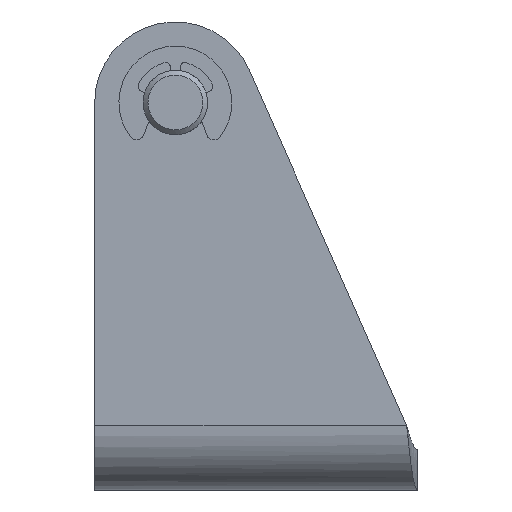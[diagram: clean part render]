
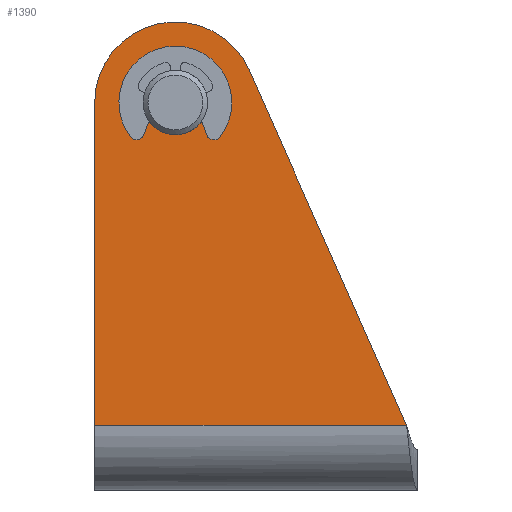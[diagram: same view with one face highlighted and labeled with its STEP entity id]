
A CAD part, top view. The second image highlights one B-rep face of the part: STEP entity #1390.
In plain terms, the highlighted planar face has unit normal (0, 0, 1).
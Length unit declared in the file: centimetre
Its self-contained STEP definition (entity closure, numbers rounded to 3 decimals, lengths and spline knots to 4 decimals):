
#21=FACE_BOUND($,#182,.T.);
#44=PLANE($,#1508);
#96=FACE_OUTER_BOUND($,#181,.T.);
#181=EDGE_LOOP($,(#1019,#1020,#1021,#1022));
#182=EDGE_LOOP($,(#1023,#1024,#1025,#1026,#1027,#1028));
#274=LINE($,#2167,#384);
#297=LINE($,#2232,#407);
#299=LINE($,#2241,#409);
#300=LINE($,#2243,#410);
#301=LINE($,#2246,#411);
#384=VECTOR($,#1696,0.1437);
#407=VECTOR($,#1765,0.1437);
#409=VECTOR($,#1777,1.9335);
#410=VECTOR($,#1778,2.4093);
#411=VECTOR($,#1781,2.);
#497=CIRCLE($,#1477,0.35);
#498=CIRCLE($,#1479,0.048);
#509=CIRCLE($,#1505,0.048);
#511=CIRCLE($,#1509,0.5);
#512=CIRCLE($,#1510,0.16);
#599=VERTEX_POINT($,#2153);
#600=VERTEX_POINT($,#2155);
#601=VERTEX_POINT($,#2159);
#603=VERTEX_POINT($,#2165);
#621=VERTEX_POINT($,#2229);
#622=VERTEX_POINT($,#2231);
#623=VERTEX_POINT($,#2239);
#624=VERTEX_POINT($,#2240);
#625=VERTEX_POINT($,#2242);
#626=VERTEX_POINT($,#2244);
#730=EDGE_CURVE($,#600,#599,#497,.T.);
#733=EDGE_CURVE($,#599,#601,#498,.T.);
#736=EDGE_CURVE($,#601,#603,#274,.T.);
#769=EDGE_CURVE($,#622,#621,#297,.T.);
#771=EDGE_CURVE($,#621,#600,#509,.T.);
#773=EDGE_CURVE($,#623,#624,#299,.T.);
#774=EDGE_CURVE($,#625,#624,#300,.T.);
#775=EDGE_CURVE($,#626,#625,#511,.T.);
#776=EDGE_CURVE($,#623,#626,#301,.T.);
#777=EDGE_CURVE($,#622,#603,#512,.T.);
#1019=ORIENTED_EDGE($,*,*,#773,.T.);
#1020=ORIENTED_EDGE($,*,*,#774,.F.);
#1021=ORIENTED_EDGE($,*,*,#775,.F.);
#1022=ORIENTED_EDGE($,*,*,#776,.F.);
#1023=ORIENTED_EDGE($,*,*,#736,.T.);
#1024=ORIENTED_EDGE($,*,*,#777,.F.);
#1025=ORIENTED_EDGE($,*,*,#769,.T.);
#1026=ORIENTED_EDGE($,*,*,#771,.T.);
#1027=ORIENTED_EDGE($,*,*,#730,.T.);
#1028=ORIENTED_EDGE($,*,*,#733,.T.);
#1390=ADVANCED_FACE($,(#96,#21),#44,.T.);
#1477=AXIS2_PLACEMENT_3D($,#2156,#1684,#1685);
#1479=AXIS2_PLACEMENT_3D($,#2161,#1690,#1691);
#1505=AXIS2_PLACEMENT_3D($,#2235,#1769,#1770);
#1508=AXIS2_PLACEMENT_3D($,#2238,#1775,#1776);
#1509=AXIS2_PLACEMENT_3D($,#2245,#1779,#1780);
#1510=AXIS2_PLACEMENT_3D($,#2247,#1782,#1783);
#1684=DIRECTION('center_axis',(0.,0.,-1.));
#1685=DIRECTION('ref_axis',(0.794,-0.608,0.));
#1690=DIRECTION('center_axis',(0.,0.,-1.));
#1691=DIRECTION('ref_axis',(-0.943,-0.334,0.));
#1696=DIRECTION($,(-0.334,0.943,0.));
#1765=DIRECTION($,(-0.334,-0.943,0.));
#1769=DIRECTION('center_axis',(0.,0.,-1.));
#1770=DIRECTION('ref_axis',(-0.794,-0.608,0.));
#1775=DIRECTION('center_axis',(0.,0.,1.));
#1776=DIRECTION('ref_axis',(1.,0.,0.));
#1777=DIRECTION($,(1.,0.,0.));
#1778=DIRECTION($,(0.405,-0.914,0.));
#1779=DIRECTION('center_axis',(0.,0.,-1.));
#1780=DIRECTION('ref_axis',(-0.914,-0.405,0.));
#1781=DIRECTION($,(0.,1.,0.));
#1782=DIRECTION('center_axis',(0.,0.,1.));
#1783=DIRECTION('ref_axis',(0.,1.,0.));
#2153=CARTESIAN_POINT('',(0.278,-0.2126,0.25));
#2155=CARTESIAN_POINT('',(-0.278,-0.2126,0.25));
#2156=CARTESIAN_POINT('Origin',(0.,0.,0.25));
#2159=CARTESIAN_POINT('',(0.1946,-0.1995,0.25));
#2161=CARTESIAN_POINT('Origin',(0.2399,-0.1835,0.25));
#2165=CARTESIAN_POINT('',(0.1466,-0.064,0.25));
#2167=CARTESIAN_POINT($,(0.1946,-0.1995,0.25));
#2229=CARTESIAN_POINT('',(-0.1946,-0.1995,0.25));
#2231=CARTESIAN_POINT('',(-0.1466,-0.064,0.25));
#2232=CARTESIAN_POINT($,(-0.1466,-0.064,0.25));
#2235=CARTESIAN_POINT('Origin',(-0.2399,-0.1835,0.25));
#2238=CARTESIAN_POINT('Origin',(0.3027,-1.2008,0.25));
#2239=CARTESIAN_POINT('',(-0.5,-2.,0.25));
#2240=CARTESIAN_POINT('',(1.4335,-2.,0.25));
#2241=CARTESIAN_POINT($,(-0.5,-2.,0.25));
#2242=CARTESIAN_POINT('',(0.4571,0.2026,0.25));
#2243=CARTESIAN_POINT($,(0.4571,0.2026,0.25));
#2244=CARTESIAN_POINT('',(-0.5,0.,0.25));
#2245=CARTESIAN_POINT('Origin',(0.,0.,0.25));
#2246=CARTESIAN_POINT($,(-0.5,-2.,0.25));
#2247=CARTESIAN_POINT('Origin',(0.,0.,0.25));
